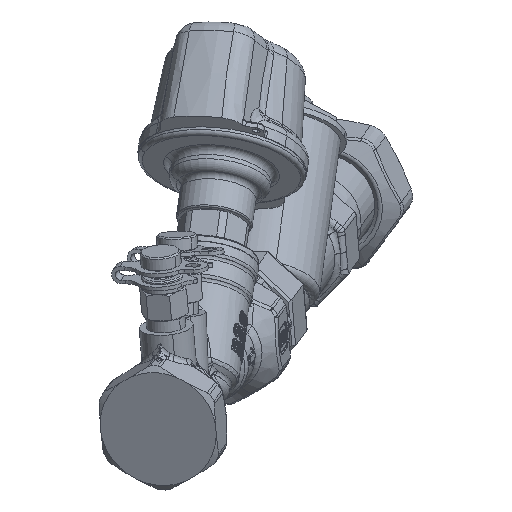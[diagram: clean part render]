
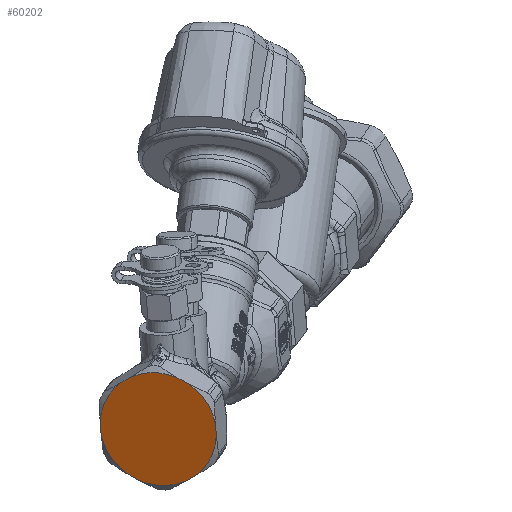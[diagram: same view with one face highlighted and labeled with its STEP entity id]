
A CAD part, isometric view. The second image highlights one B-rep face of the part: STEP entity #60202.
In plain terms, the highlighted planar face has unit normal (-0.84, -0.485, 0.245).
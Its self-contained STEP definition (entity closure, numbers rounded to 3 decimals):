
#57745=CARTESIAN_POINT('Vertex',(-10.799,-22.266,-19.808)) ;
#57748=CARTESIAN_POINT('Line Origine',(-11.846,-21.058,-21.006)) ;
#57752=CARTESIAN_POINT('Vertex',(-12.894,-19.851,-22.205)) ;
#57818=CARTESIAN_POINT('Vertex',(-25.412,7.741,-10.529)) ;
#57821=CARTESIAN_POINT('Line Origine',(-25.134,8.231,-8.612)) ;
#57825=CARTESIAN_POINT('Vertex',(-24.857,8.721,-6.696)) ;
#57870=CARTESIAN_POINT('Axis2P3D Location',(-14.682,-8.477,-5.852)) ;
#57874=CARTESIAN_POINT('Vertex',(-23.069,-2.654,-23.049)) ;
#57908=CARTESIAN_POINT('Vertex',(-21.529,-6.049,-24.485)) ;
#57911=CARTESIAN_POINT('Line Origine',(-22.299,-4.351,-23.767)) ;
#57942=CARTESIAN_POINT('Axis2P3D Location',(-14.682,-8.477,-5.852)) ;
#57956=CARTESIAN_POINT('Axis2P3D Location',(-14.682,-8.477,-5.852)) ;
#57960=CARTESIAN_POINT('Vertex',(-4.506,-25.674,-5.007)) ;
#58074=CARTESIAN_POINT('Vertex',(-3.952,-24.694,-1.174)) ;
#58079=CARTESIAN_POINT('Line Origine',(-4.229,-25.184,-3.091)) ;
#59749=CARTESIAN_POINT('Axis2P3D Location',(-14.682,-8.477,-5.852)) ;
#59753=CARTESIAN_POINT('Vertex',(-18.564,5.313,8.105)) ;
#60157=CARTESIAN_POINT('Axis2P3D Location',(-12.289,-4.244,10.699)) ;
#60162=CARTESIAN_POINT('Axis2P3D Location',(-14.682,-8.477,-5.852)) ;
#60166=CARTESIAN_POINT('Vertex',(-6.294,-14.299,11.346)) ;
#60169=CARTESIAN_POINT('Line Origine',(-7.064,-12.602,12.064)) ;
#60173=CARTESIAN_POINT('Vertex',(-7.835,-10.904,12.782)) ;
#60176=CARTESIAN_POINT('Axis2P3D Location',(-14.682,-8.477,-5.852)) ;
#60180=CARTESIAN_POINT('Vertex',(-16.47,2.898,10.501)) ;
#60183=CARTESIAN_POINT('Line Origine',(-17.517,4.105,9.303)) ;
#57750=VECTOR('Line Direction',#57749,1.) ;
#57823=VECTOR('Line Direction',#57822,1.) ;
#57913=VECTOR('Line Direction',#57912,1.) ;
#58081=VECTOR('Line Direction',#58080,1.) ;
#60171=VECTOR('Line Direction',#60170,1.) ;
#60185=VECTOR('Line Direction',#60184,1.) ;
#57749=DIRECTION('Vector Direction',(0.524,-0.604,0.6)) ;
#57822=DIRECTION('Vector Direction',(0.139,0.245,0.959)) ;
#57871=DIRECTION('Axis2P3D Direction',(0.84,0.485,-0.245)) ;
#57912=DIRECTION('Vector Direction',(-0.386,0.85,0.36)) ;
#57943=DIRECTION('Axis2P3D Direction',(0.84,0.485,-0.245)) ;
#57957=DIRECTION('Axis2P3D Direction',(0.84,0.485,-0.245)) ;
#58080=DIRECTION('Vector Direction',(-0.139,-0.245,-0.959)) ;
#59750=DIRECTION('Axis2P3D Direction',(0.84,0.485,-0.245)) ;
#60158=DIRECTION('Axis2P3D Direction',(0.84,0.485,-0.245)) ;
#60159=DIRECTION('Axis2P3D XDirection',(0.525,-0.84,0.139)) ;
#60163=DIRECTION('Axis2P3D Direction',(0.84,0.485,-0.245)) ;
#60170=DIRECTION('Vector Direction',(0.386,-0.85,-0.36)) ;
#60177=DIRECTION('Axis2P3D Direction',(0.84,0.485,-0.245)) ;
#60184=DIRECTION('Vector Direction',(-0.524,0.604,-0.6)) ;
#57872=AXIS2_PLACEMENT_3D('Circle Axis2P3D',#57870,#57871,$) ;
#57944=AXIS2_PLACEMENT_3D('Circle Axis2P3D',#57942,#57943,$) ;
#57958=AXIS2_PLACEMENT_3D('Circle Axis2P3D',#57956,#57957,$) ;
#59751=AXIS2_PLACEMENT_3D('Circle Axis2P3D',#59749,#59750,$) ;
#60160=AXIS2_PLACEMENT_3D('Plane Axis2P3D',#60157,#60158,#60159) ;
#60164=AXIS2_PLACEMENT_3D('Circle Axis2P3D',#60162,#60163,$) ;
#60178=AXIS2_PLACEMENT_3D('Circle Axis2P3D',#60176,#60177,$) ;
#57751=LINE('Line',#57748,#57750) ;
#57824=LINE('Line',#57821,#57823) ;
#57914=LINE('Line',#57911,#57913) ;
#58082=LINE('Line',#58079,#58081) ;
#60172=LINE('Line',#60169,#60171) ;
#60186=LINE('Line',#60183,#60185) ;
#57873=CIRCLE('generated circle',#57872,20.) ;
#57945=CIRCLE('generated circle',#57944,20.) ;
#57959=CIRCLE('generated circle',#57958,20.) ;
#59752=CIRCLE('generated circle',#59751,20.) ;
#60165=CIRCLE('generated circle',#60164,20.) ;
#60179=CIRCLE('generated circle',#60178,20.) ;
#60161=PLANE('',#60160) ;
#57754=EDGE_CURVE('',#57753,#57746,#57751,.T.) ;
#57827=EDGE_CURVE('',#57819,#57826,#57824,.T.) ;
#57876=EDGE_CURVE('',#57875,#57819,#57873,.T.) ;
#57915=EDGE_CURVE('',#57909,#57875,#57914,.T.) ;
#57946=EDGE_CURVE('',#57753,#57909,#57945,.T.) ;
#57962=EDGE_CURVE('',#57961,#57746,#57959,.T.) ;
#58083=EDGE_CURVE('',#58075,#57961,#58082,.T.) ;
#59755=EDGE_CURVE('',#57826,#59754,#59752,.T.) ;
#60168=EDGE_CURVE('',#60167,#58075,#60165,.T.) ;
#60175=EDGE_CURVE('',#60174,#60167,#60172,.T.) ;
#60182=EDGE_CURVE('',#60181,#60174,#60179,.T.) ;
#60187=EDGE_CURVE('',#60181,#59754,#60186,.T.) ;
#60189=ORIENTED_EDGE('',*,*,#57946,.F.) ;
#60190=ORIENTED_EDGE('',*,*,#57754,.T.) ;
#60191=ORIENTED_EDGE('',*,*,#57962,.F.) ;
#60192=ORIENTED_EDGE('',*,*,#58083,.F.) ;
#60193=ORIENTED_EDGE('',*,*,#60168,.F.) ;
#60194=ORIENTED_EDGE('',*,*,#60175,.F.) ;
#60195=ORIENTED_EDGE('',*,*,#60182,.F.) ;
#60196=ORIENTED_EDGE('',*,*,#60187,.T.) ;
#60197=ORIENTED_EDGE('',*,*,#59755,.F.) ;
#60198=ORIENTED_EDGE('',*,*,#57827,.F.) ;
#60199=ORIENTED_EDGE('',*,*,#57876,.F.) ;
#60200=ORIENTED_EDGE('',*,*,#57915,.F.) ;
#60188=EDGE_LOOP('',(#60189,#60190,#60191,#60192,#60193,#60194,#60195,#60196,#60197,#60198,#60199,#60200)) ;
#57746=VERTEX_POINT('',#57745) ;
#57753=VERTEX_POINT('',#57752) ;
#57819=VERTEX_POINT('',#57818) ;
#57826=VERTEX_POINT('',#57825) ;
#57875=VERTEX_POINT('',#57874) ;
#57909=VERTEX_POINT('',#57908) ;
#57961=VERTEX_POINT('',#57960) ;
#58075=VERTEX_POINT('',#58074) ;
#59754=VERTEX_POINT('',#59753) ;
#60167=VERTEX_POINT('',#60166) ;
#60174=VERTEX_POINT('',#60173) ;
#60181=VERTEX_POINT('',#60180) ;
#60202=ADVANCED_FACE('H0004297.1\\PartBody',(#60201),#60161,.F.) ;
#60201=FACE_OUTER_BOUND('',#60188,.T.) ;
